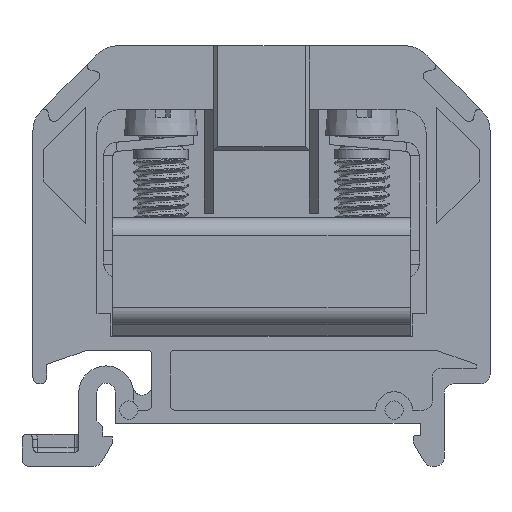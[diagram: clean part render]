
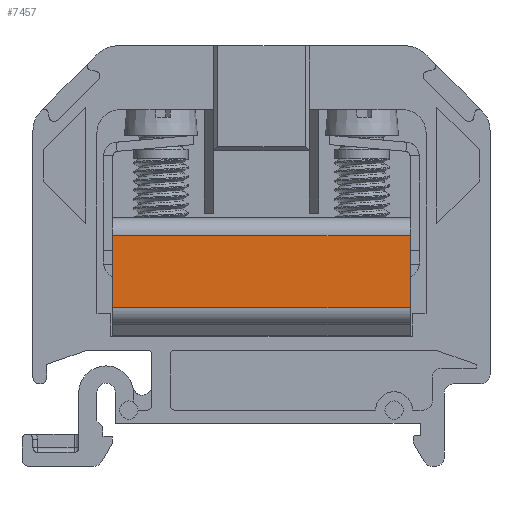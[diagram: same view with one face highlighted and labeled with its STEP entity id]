
A CAD part, front view. The second image highlights one B-rep face of the part: STEP entity #7457.
In plain terms, the highlighted planar face has unit normal (0, -1, 0).
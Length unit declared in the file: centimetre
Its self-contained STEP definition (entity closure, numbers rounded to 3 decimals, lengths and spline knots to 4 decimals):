
#299=PLANE('',#8077);
#1236=LINE('',#16410,#2001);
#1340=LINE('',#16731,#2105);
#1351=LINE('',#16758,#2116);
#1352=LINE('',#16759,#2117);
#2001=VECTOR('',#9729,0.7835);
#2105=VECTOR('',#10035,3.25);
#2116=VECTOR('',#10070,3.25);
#2117=VECTOR('',#10071,0.7835);
#2602=FACE_OUTER_BOUND('',#3036,.T.);
#3036=EDGE_LOOP('',(#7021,#7022,#7023,#7024));
#3739=VERTEX_POINT('',#16407);
#3740=VERTEX_POINT('',#16409);
#3808=VERTEX_POINT('',#16730);
#3812=VERTEX_POINT('',#16757);
#4735=EDGE_CURVE('',#3739,#3740,#1236,.T.);
#4874=EDGE_CURVE('',#3808,#3740,#1340,.T.);
#4888=EDGE_CURVE('',#3739,#3812,#1351,.T.);
#4889=EDGE_CURVE('',#3812,#3808,#1352,.T.);
#7021=ORIENTED_EDGE('',*,*,#4888,.T.);
#7022=ORIENTED_EDGE('',*,*,#4889,.T.);
#7023=ORIENTED_EDGE('',*,*,#4874,.T.);
#7024=ORIENTED_EDGE('',*,*,#4735,.F.);
#7457=ADVANCED_FACE('',(#2602),#299,.T.);
#8077=AXIS2_PLACEMENT_3D('',#16756,#10068,#10069);
#9729=DIRECTION('',(0.,0.,-1.));
#10035=DIRECTION('',(1.,0.,0.));
#10068=DIRECTION('center_axis',(0.,-1.,0.));
#10069=DIRECTION('ref_axis',(0.,0.,
1.));
#10070=DIRECTION('',(-1.,0.,0.));
#10071=DIRECTION('',(0.,0.,-1.));
#16407=CARTESIAN_POINT('',(1.625,-1.18,2.05));
#16409=CARTESIAN_POINT('',(1.625,-1.18,1.2665));
#16410=CARTESIAN_POINT('',(1.625,-1.18,2.4672));
#16730=CARTESIAN_POINT('',(-1.625,-1.18,1.2665));
#16731=CARTESIAN_POINT('',(-1.625,-1.18,1.2665));
#16756=CARTESIAN_POINT('Origin',(0.,-1.18,
1.7625));
#16757=CARTESIAN_POINT('',(-1.625,-1.18,2.05));
#16758=CARTESIAN_POINT('',(0.,-1.18,2.05));
#16759=CARTESIAN_POINT('',(-1.625,-1.18,2.4672));
